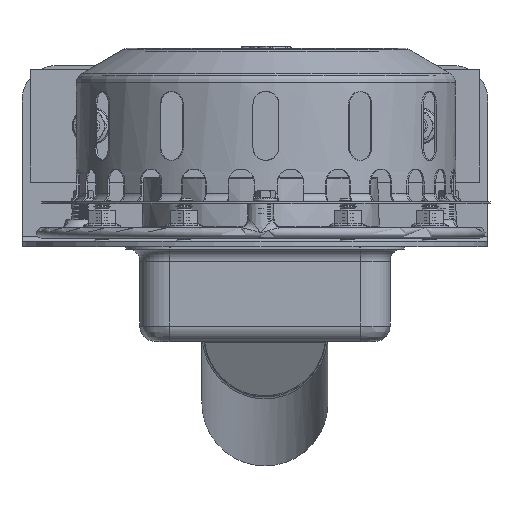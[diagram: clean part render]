
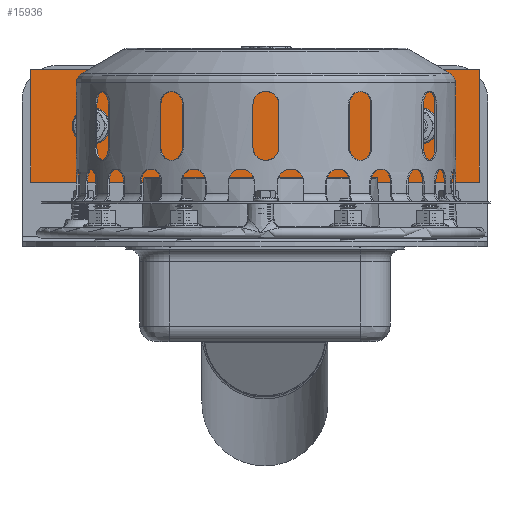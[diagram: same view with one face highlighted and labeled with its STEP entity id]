
A CAD part, left-side view. The second image highlights one B-rep face of the part: STEP entity #15936.
In plain terms, the highlighted planar face has unit normal (-1, 0, 0).
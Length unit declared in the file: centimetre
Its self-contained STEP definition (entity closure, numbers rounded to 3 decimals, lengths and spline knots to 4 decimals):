
#685=FACE_BOUND('',#3005,.T.);
#686=FACE_BOUND('',#3006,.T.);
#1193=PLANE('',#17682);
#1991=FACE_OUTER_BOUND('',#3004,.T.);
#3004=EDGE_LOOP('',(#13898,#13899,#13900,#13901));
#3005=EDGE_LOOP('',(#13902));
#3006=EDGE_LOOP('',(#13903));
#4114=LINE('',#33131,#5103);
#4117=LINE('',#33136,#5106);
#4120=LINE('',#33152,#5109);
#4122=LINE('',#33155,#5111);
#5103=VECTOR('',#21961,1.);
#5106=VECTOR('',#21966,1.);
#5109=VECTOR('',#21985,1.);
#5111=VECTOR('',#21989,1.);
#5960=CIRCLE('',#17677,8.);
#5961=CIRCLE('',#17679,8.);
#7376=VERTEX_POINT('',#33128);
#7377=VERTEX_POINT('',#33130);
#7378=VERTEX_POINT('',#33134);
#7381=VERTEX_POINT('',#33143);
#7382=VERTEX_POINT('',#33147);
#7383=VERTEX_POINT('',#33151);
#9573=EDGE_CURVE('',#7377,#7376,#4114,.T.);
#9576=EDGE_CURVE('',#7376,#7378,#4117,.T.);
#9579=EDGE_CURVE('',#7381,#7381,#5960,.T.);
#9581=EDGE_CURVE('',#7382,#7382,#5961,.T.);
#9583=EDGE_CURVE('',#7383,#7377,#4120,.T.);
#9585=EDGE_CURVE('',#7378,#7383,#4122,.T.);
#13898=ORIENTED_EDGE('',*,*,#9576,.T.);
#13899=ORIENTED_EDGE('',*,*,#9585,.T.);
#13900=ORIENTED_EDGE('',*,*,#9583,.T.);
#13901=ORIENTED_EDGE('',*,*,#9573,.T.);
#13902=ORIENTED_EDGE('',*,*,#9581,.T.);
#13903=ORIENTED_EDGE('',*,*,#9579,.T.);
#15936=ADVANCED_FACE('',(#1991,#685,#686),#1193,.T.);
#17677=AXIS2_PLACEMENT_3D('',#33144,#21975,#21976);
#17679=AXIS2_PLACEMENT_3D('',#33148,#21980,#21981);
#17682=AXIS2_PLACEMENT_3D('',#33156,#21990,#21991);
#21961=DIRECTION('',(0.,-1.,0.));
#21966=DIRECTION('',(0.,0.,1.));
#21975=DIRECTION('center_axis',(1.,0.,0.));
#21976=DIRECTION('ref_axis',(0.,1.,0.));
#21980=DIRECTION('center_axis',(1.,0.,0.));
#21981=DIRECTION('ref_axis',(0.,1.,0.));
#21985=DIRECTION('',(0.,0.,-1.));
#21989=DIRECTION('',(0.,1.,0.));
#21990=DIRECTION('center_axis',(-1.,0.,0.));
#21991=DIRECTION('ref_axis',(0.,1.,0.));
#33128=CARTESIAN_POINT('',(270.1494,-123.6515,37.4626));
#33130=CARTESIAN_POINT('',(270.1494,136.3485,37.4626));
#33131=CARTESIAN_POINT('',(270.1494,136.3485,37.4626));
#33134=CARTESIAN_POINT('',(270.1494,-123.6515,102.4626));
#33136=CARTESIAN_POINT('',(270.1494,-123.6515,37.4626));
#33143=CARTESIAN_POINT('',(270.1494,-96.6515,69.9626));
#33144=CARTESIAN_POINT('Origin',(270.1494,-88.6515,69.9626));
#33147=CARTESIAN_POINT('',(270.1494,93.3485,69.9626));
#33148=CARTESIAN_POINT('Origin',(270.1494,101.3485,69.9626));
#33151=CARTESIAN_POINT('',(270.1494,136.3485,102.4626));
#33152=CARTESIAN_POINT('',(270.1494,136.3485,102.4626));
#33155=CARTESIAN_POINT('',(270.1494,-123.6515,102.4626));
#33156=CARTESIAN_POINT('Origin',(270.1494,6.3485,69.9626));
